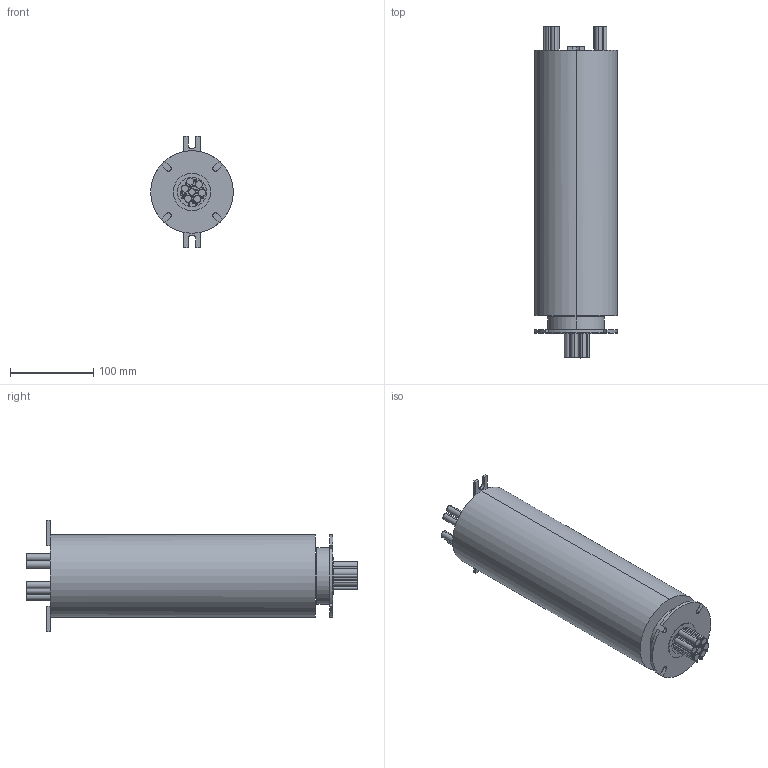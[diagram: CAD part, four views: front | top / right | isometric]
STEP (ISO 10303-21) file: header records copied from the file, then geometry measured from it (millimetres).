
FILE_DESCRIPTION (( 'STEP AP203' ), '1' );
FILE_NAME ('RX01023006.STEP', '2020-11-07T01:06:57', ( '微软用户' ), ( '微软中国' ), 'SwSTEP 2.0', 'SolidWorks 2014', '' );
FILE_SCHEMA (( 'CONFIG_CONTROL_DESIGN' ));
Length unit declared in the file: millimetre
Products named in the file (1): RX01023006
Bounding box: 99 x 398.6 x 134 mm (x, y, z)
Volume: 2572400.8 mm3; surface area: 150985.1 mm2
Topology: 1 solids, 1 shells, 251 faces, 546 edges, 360 vertices
Faces by surface type: cylinder 144, plane 99, cone 8
Entity records: 7061 total; most frequent: DIRECTION 1350, CARTESIAN_POINT 1158, ORIENTED_EDGE 1092, AXIS2_PLACEMENT_3D 552, EDGE_CURVE 546, VERTEX_POINT 360, EDGE_LOOP 314, CIRCLE 300
